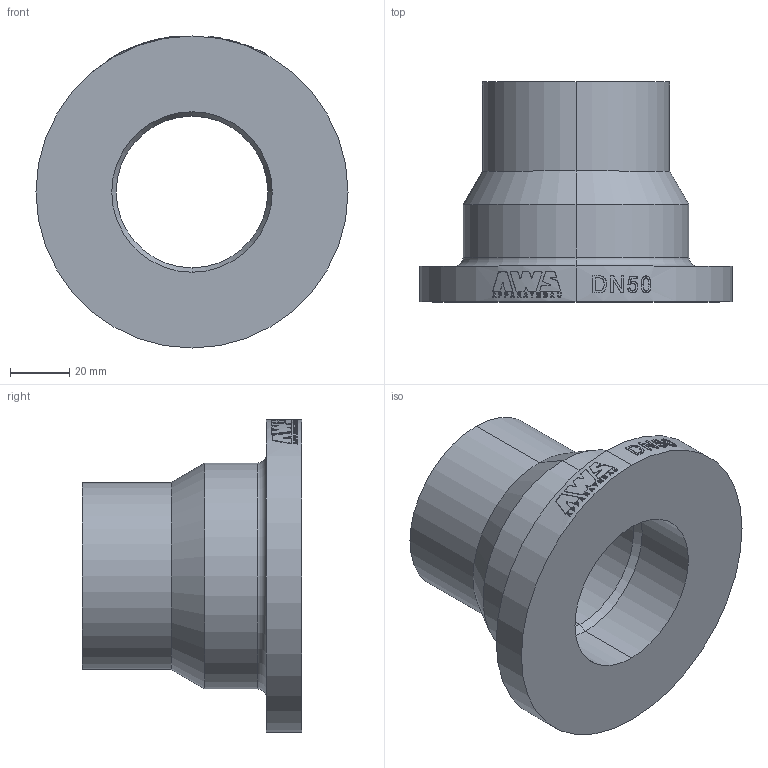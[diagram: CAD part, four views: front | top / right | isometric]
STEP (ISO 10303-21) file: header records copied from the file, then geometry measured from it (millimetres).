
FILE_DESCRIPTION (( 'STEP AP203' ), '1' );
FILE_NAME ('05 050 035_TAB.STEP', '2015-10-22T11:13:13', ( 'rv' ), ( 'Hewlett-Packard Company' ), 'SwSTEP 2.0', 'SolidWorks 2012', '' );
FILE_SCHEMA (( 'CONFIG_CONTROL_DESIGN' ));
Length unit declared in the file: millimetre
Products named in the file (1): 05 050 035_TAB
Bounding box: 105 x 74 x 105 mm (x, y, z)
Volume: 177805.8 mm3; surface area: 41089.3 mm2
Topology: 1 solids, 1 shells, 262 faces, 680 edges, 450 vertices
Faces by surface type: bspline 117, plane 100, cylinder 39, cone 4, torus 2
Entity records: 23401 total; most frequent: CARTESIAN_POINT 17864, ORIENTED_EDGE 1360, DIRECTION 736, EDGE_CURVE 680, VERTEX_POINT 450, B_SPLINE_CURVE_WITH_KNOTS 388, AXIS2_PLACEMENT_3D 298, EDGE_LOOP 294
